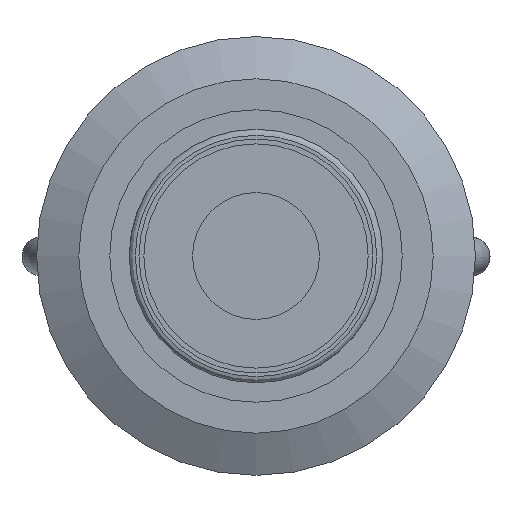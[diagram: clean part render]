
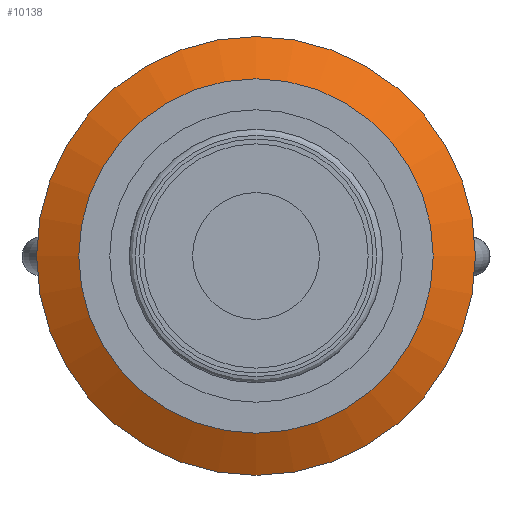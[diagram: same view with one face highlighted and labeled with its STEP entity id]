
A CAD part, left-side view. The second image highlights one B-rep face of the part: STEP entity #10138.
In plain terms, the highlighted conical face has half-angle 62.5 degrees and reference radius 8.136 mm.
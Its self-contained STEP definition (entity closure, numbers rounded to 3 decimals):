
#55=CONICAL_SURFACE('',#11064,8.136,1.091);
#977=CIRCLE('',#11053,9.);
#978=CIRCLE('',#11054,9.);
#982=CIRCLE('',#11060,7.271);
#983=CIRCLE('',#11061,7.271);
#1539=FACE_OUTER_BOUND('',#2152,.T.);
#2152=EDGE_LOOP('',(#9203,#9204,#9205,#9206,#9207,#9208));
#3019=LINE('',#18342,#3862);
#3862=VECTOR('',#13734,8.136);
#4815=VERTEX_POINT('',#18320);
#4816=VERTEX_POINT('',#18321);
#4820=VERTEX_POINT('',#18333);
#4821=VERTEX_POINT('',#18334);
#6285=EDGE_CURVE('',#4815,#4816,#977,.T.);
#6286=EDGE_CURVE('',#4816,#4815,#978,.T.);
#6291=EDGE_CURVE('',#4820,#4821,#982,.T.);
#6292=EDGE_CURVE('',#4821,#4820,#983,.T.);
#6295=EDGE_CURVE('',#4821,#4816,#3019,.T.);
#9203=ORIENTED_EDGE('',*,*,#6291,.F.);
#9204=ORIENTED_EDGE('',*,*,#6292,.F.);
#9205=ORIENTED_EDGE('',*,*,#6295,.T.);
#9206=ORIENTED_EDGE('',*,*,#6285,.F.);
#9207=ORIENTED_EDGE('',*,*,#6286,.F.);
#9208=ORIENTED_EDGE('',*,*,#6295,.F.);
#10138=ADVANCED_FACE('',(#1539),#55,.T.);
#11053=AXIS2_PLACEMENT_3D('',#18322,#13709,#13710);
#11054=AXIS2_PLACEMENT_3D('',#18323,#13711,#13712);
#11060=AXIS2_PLACEMENT_3D('',#18335,#13724,#13725);
#11061=AXIS2_PLACEMENT_3D('',#18336,#13726,#13727);
#11064=AXIS2_PLACEMENT_3D('',#18341,#13732,#13733);
#13709=DIRECTION('center_axis',(1.,0.,0.));
#13710=DIRECTION('ref_axis',(0.,-1.,0.));
#13711=DIRECTION('center_axis',(1.,0.,0.));
#13712=DIRECTION('ref_axis',(0.,-1.,0.));
#13724=DIRECTION('center_axis',(-1.,0.,0.));
#13725=DIRECTION('ref_axis',(0.,0.,
1.));
#13726=DIRECTION('center_axis',(-1.,0.,0.));
#13727=DIRECTION('ref_axis',(0.,0.,
1.));
#13732=DIRECTION('center_axis',(1.,0.,0.));
#13733=DIRECTION('ref_axis',(0.,0.,
1.));
#13734=DIRECTION('',(0.462,0.,-0.887));
#18320=CARTESIAN_POINT('',(-36.4,9.,0.));
#18321=CARTESIAN_POINT('',(-36.4,0.,-9.));
#18322=CARTESIAN_POINT('Origin',(-36.4,0.,0.));
#18323=CARTESIAN_POINT('Origin',(-36.4,0.,0.));
#18333=CARTESIAN_POINT('',(-37.3,0.,7.271));
#18334=CARTESIAN_POINT('',(-37.3,0.,-7.271));
#18335=CARTESIAN_POINT('Origin',(-37.3,0.,0.));
#18336=CARTESIAN_POINT('Origin',(-37.3,0.,0.));
#18341=CARTESIAN_POINT('Origin',(-36.85,0.,0.));
#18342=CARTESIAN_POINT('',(-36.85,0.,-8.136));
